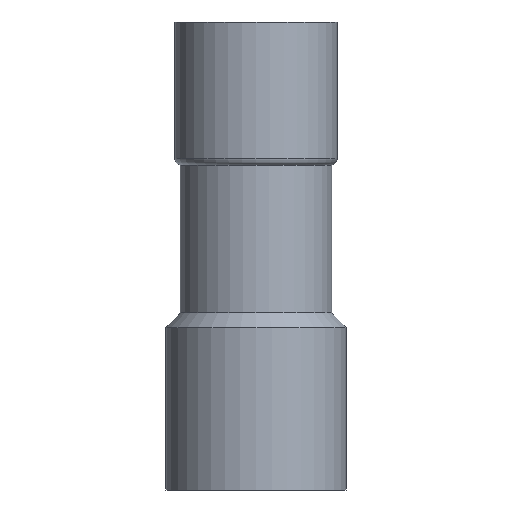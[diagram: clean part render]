
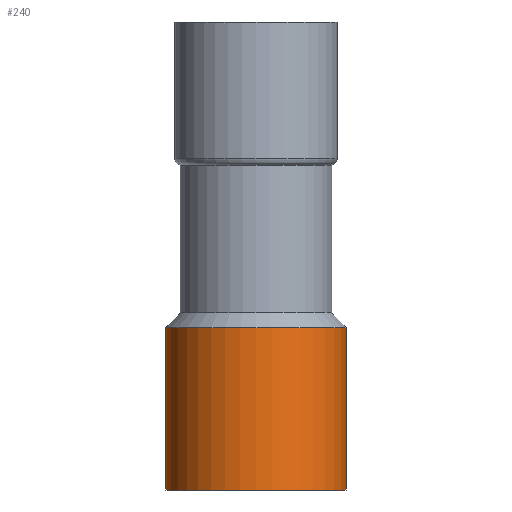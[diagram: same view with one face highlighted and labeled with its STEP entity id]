
A CAD part, front view. The second image highlights one B-rep face of the part: STEP entity #240.
In plain terms, the highlighted cylindrical face has radius 12.2 mm (diameter 24.4 mm), a full revolution.
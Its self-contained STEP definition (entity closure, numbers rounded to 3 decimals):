
#36=LINE('',#502,#46);
#46=VECTOR('',#352,12.2);
#56=CYLINDRICAL_SURFACE('',#283,12.2);
#67=FACE_OUTER_BOUND('',#85,.T.);
#85=EDGE_LOOP('',(#207,#208,#209,#210,#211));
#108=CIRCLE('',#284,12.2);
#109=CIRCLE('',#285,12.2);
#110=CIRCLE('',#286,12.2);
#129=VERTEX_POINT('',#499);
#130=VERTEX_POINT('',#501);
#131=VERTEX_POINT('',#503);
#157=EDGE_CURVE('',#129,#129,#108,.T.);
#158=EDGE_CURVE('',#129,#130,#36,.T.);
#159=EDGE_CURVE('',#131,#130,#109,.T.);
#160=EDGE_CURVE('',#130,#131,#110,.T.);
#207=ORIENTED_EDGE('',*,*,#157,.F.);
#208=ORIENTED_EDGE('',*,*,#158,.T.);
#209=ORIENTED_EDGE('',*,*,#159,.F.);
#210=ORIENTED_EDGE('',*,*,#160,.F.);
#211=ORIENTED_EDGE('',*,*,#158,.F.);
#240=ADVANCED_FACE('',(#67),#56,.T.);
#283=AXIS2_PLACEMENT_3D('',#498,#348,#349);
#284=AXIS2_PLACEMENT_3D('',#500,#350,#351);
#285=AXIS2_PLACEMENT_3D('',#504,#353,#354);
#286=AXIS2_PLACEMENT_3D('',#505,#355,#356);
#348=DIRECTION('center_axis',(0.,0.,-1.));
#349=DIRECTION('ref_axis',(1.,0.,0.));
#350=DIRECTION('center_axis',(0.,0.,-1.));
#351=DIRECTION('ref_axis',(1.,0.,0.));
#352=DIRECTION('',(0.,0.,1.));
#353=DIRECTION('center_axis',(0.,0.,1.));
#354=DIRECTION('ref_axis',(1.,0.,0.));
#355=DIRECTION('center_axis',(0.,0.,1.));
#356=DIRECTION('ref_axis',(1.,0.,0.));
#498=CARTESIAN_POINT('Origin',(0.,0.,-22.));
#499=CARTESIAN_POINT('',(-12.2,0.,-44.));
#500=CARTESIAN_POINT('Origin',(0.,0.,-44.));
#501=CARTESIAN_POINT('',(-12.2,0.,-22.));
#502=CARTESIAN_POINT('',(-12.2,0.,-22.));
#503=CARTESIAN_POINT('',(12.2,0.,-22.));
#504=CARTESIAN_POINT('Origin',(0.,0.,-22.));
#505=CARTESIAN_POINT('Origin',(0.,0.,-22.));
